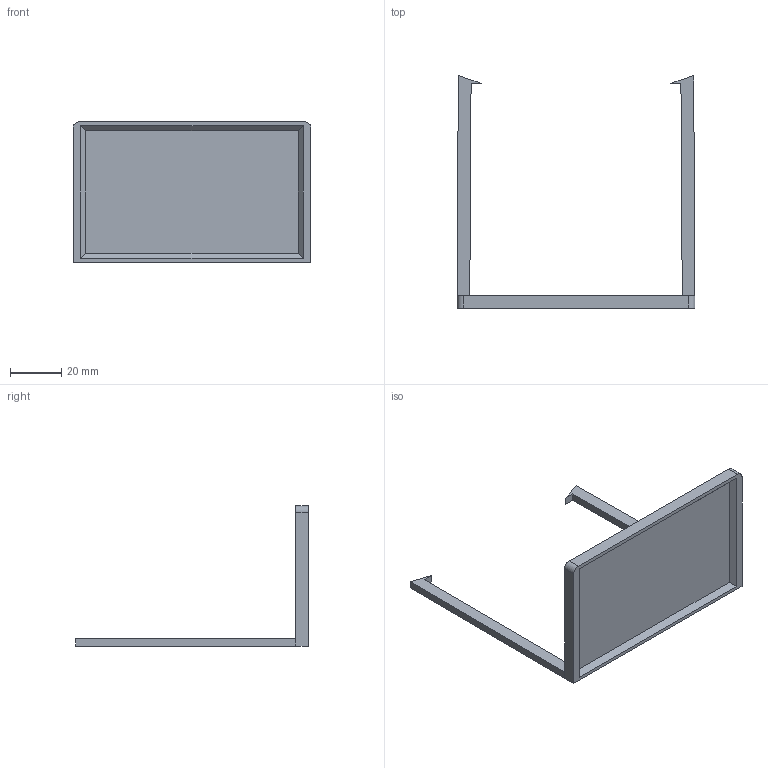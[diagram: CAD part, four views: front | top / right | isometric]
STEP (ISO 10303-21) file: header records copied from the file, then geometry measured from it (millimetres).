
FILE_DESCRIPTION(/* description */ ('','CAx-IF Rec.Pracs.---Representation and Presentation of Product Manufacturing Information (PMI)---4.0---2014-10-13'),/* implementation_level */ '2;1');
FILE_NAME(/* name */ 'LightSwitchShelf.step',/* time_stamp */ '2025-01-11T16:27:51+01:00',/* author */ (''),/* organization */ (''),/* preprocessor_version */ 'ST-DEVELOPER v20',/* originating_system */ 'Autodesk Translation Framework v13.20.0.188',/* authorisation */ '');
FILE_SCHEMA (('AP242_MANAGED_MODEL_BASED_3D_ENGINEERING_MIM_LF { 1 0 10303 442 1 1 4 }'));
Length unit declared in the file: millimetre
Products named in the file (2): LightSwitchShelf; LightSwitchShelf_1
Assembly tree (1 placements, depth 2):
  LightSwitchShelf
    LightSwitchShelf_1
Bounding box: 93.15 x 91.15 x 55 mm (x, y, z)
Volume: 19675.2 mm3; surface area: 14718.9 mm2
Topology: 1 solids, 1 shells, 24 faces, 61 edges, 40 vertices
Faces by surface type: plane 22, cylinder 2
Entity records: 766 total; most frequent: CARTESIAN_POINT 128, ORIENTED_EDGE 122, DIRECTION 119, EDGE_CURVE 61, LINE 57, VECTOR 57, VERTEX_POINT 40, AXIS2_PLACEMENT_3D 31
